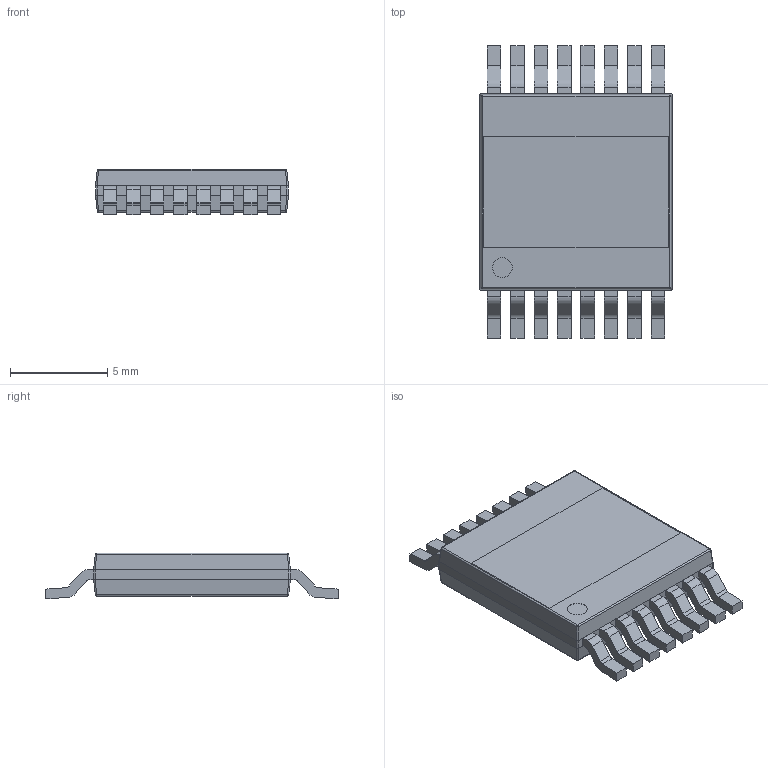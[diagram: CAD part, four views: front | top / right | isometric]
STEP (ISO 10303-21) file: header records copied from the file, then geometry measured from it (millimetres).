
FILE_DESCRIPTION (( 'STEP AP214' ), '1' );
FILE_NAME ('IPTC014N10NM5ATMA1.STEP', '2023-01-19T16:48:57', ( '' ), ( '' ), 'SwSTEP 2.0', 'SolidWorks 2022', '' );
FILE_SCHEMA (( 'AUTOMOTIVE_DESIGN' ));
Length unit declared in the file: millimetre
Products named in the file (1): IPTC014N10NM5ATMA1
Bounding box: 9.9 x 15 x 2.35 mm (x, y, z)
Volume: 234.3 mm3; surface area: 514.1 mm2
Topology: 19 solids, 19 shells, 284 faces, 708 edges, 464 vertices
Faces by surface type: plane 188, cylinder 88, sphere 8
Entity records: 11126 total; most frequent: CARTESIAN_POINT 1529, ORIENTED_EDGE 1416, DIRECTION 1414, EDGE_CURVE 708, VECTOR 524, LINE 524, VERTEX_POINT 464, AXIS2_PLACEMENT_3D 445
